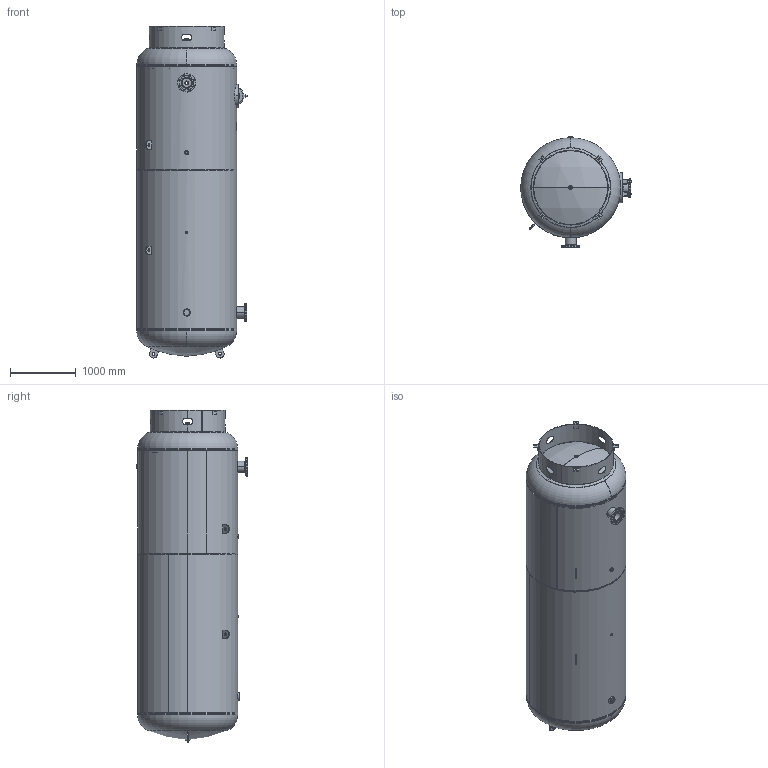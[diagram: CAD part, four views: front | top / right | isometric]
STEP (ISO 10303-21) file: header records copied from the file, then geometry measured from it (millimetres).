
FILE_DESCRIPTION (( 'STEP AP203' ), '1' );
FILE_NAME ('302450.STEP', '2012-03-05T14:38:44', ( '' ), ( '' ), 'SwSTEP 2.0', 'SolidWorks 2011', '' );
FILE_SCHEMA (( 'CONFIG_CONTROL_DESIGN' ));
Length unit declared in the file: inch
Products named in the file (1): 302450
Bounding box: 1685.83 x 1696.72 x 5067.56 mm (x, y, z)
Surface area: 51033462.8 mm2 (no closed solid volume)
Topology: 0 solids, 44 shells, 353 faces, 1089 edges, 757 vertices
Faces by surface type: cylinder 152, plane 126, torus 44, bspline 23, sphere 8
Entity records: 22483 total; most frequent: CARTESIAN_POINT 12780, DIRECTION 2071, ORIENTED_EDGE 1783, EDGE_CURVE 1089, AXIS2_PLACEMENT_3D 820, VERTEX_POINT 757, CIRCLE 489, LINE 431
